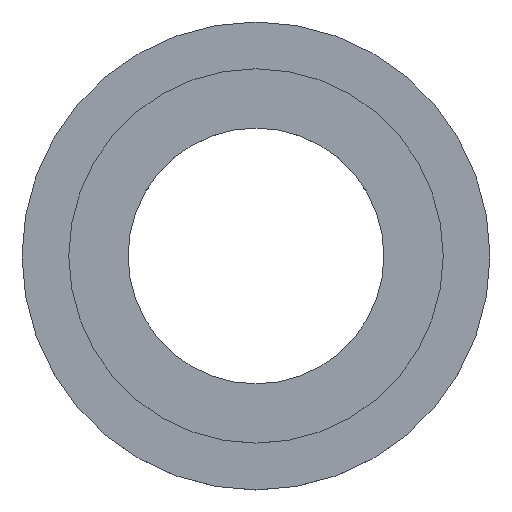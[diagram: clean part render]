
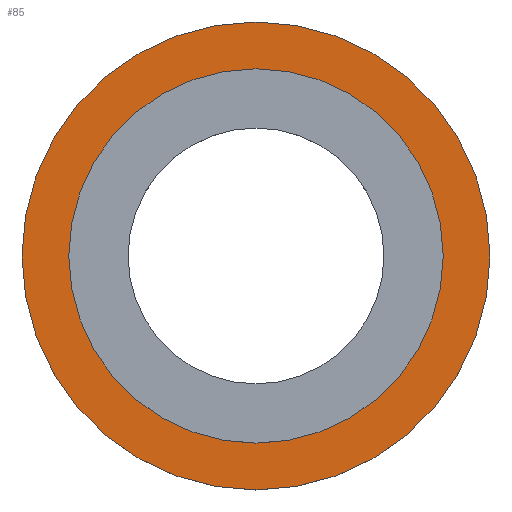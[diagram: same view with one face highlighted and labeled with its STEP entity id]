
A CAD part, top view. The second image highlights one B-rep face of the part: STEP entity #85.
In plain terms, the highlighted planar face has unit normal (0, 0, 1).
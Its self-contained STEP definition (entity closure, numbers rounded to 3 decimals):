
#15=FACE_BOUND('',#29,.T.);
#18=PLANE('',#107);
#22=FACE_OUTER_BOUND('',#28,.T.);
#28=EDGE_LOOP('',(#67));
#29=EDGE_LOOP('',(#68));
#42=CIRCLE('',#105,7.5);
#44=CIRCLE('',#108,6.);
#48=VERTEX_POINT('',#147);
#50=VERTEX_POINT('',#153);
#54=EDGE_CURVE('',#48,#48,#42,.T.);
#57=EDGE_CURVE('',#50,#50,#44,.T.);
#67=ORIENTED_EDGE('',*,*,#54,.T.);
#68=ORIENTED_EDGE('',*,*,#57,.F.);
#85=ADVANCED_FACE('',(#22,#15),#18,.T.);
#105=AXIS2_PLACEMENT_3D('',#148,#120,#121);
#107=AXIS2_PLACEMENT_3D('',#152,#125,#126);
#108=AXIS2_PLACEMENT_3D('',#154,#127,#128);
#120=DIRECTION('center_axis',(0.,0.,1.));
#121=DIRECTION('ref_axis',(1.,0.,0.));
#125=DIRECTION('center_axis',(0.,0.,1.));
#126=DIRECTION('ref_axis',(1.,0.,0.));
#127=DIRECTION('center_axis',(0.,0.,1.));
#128=DIRECTION('ref_axis',(1.,0.,0.));
#147=CARTESIAN_POINT('',(-7.5,0.,0.8));
#148=CARTESIAN_POINT('Origin',(0.,0.,0.8));
#152=CARTESIAN_POINT('Origin',(0.,0.,0.8));
#153=CARTESIAN_POINT('',(-6.,0.,0.8));
#154=CARTESIAN_POINT('Origin',(0.,0.,0.8));
